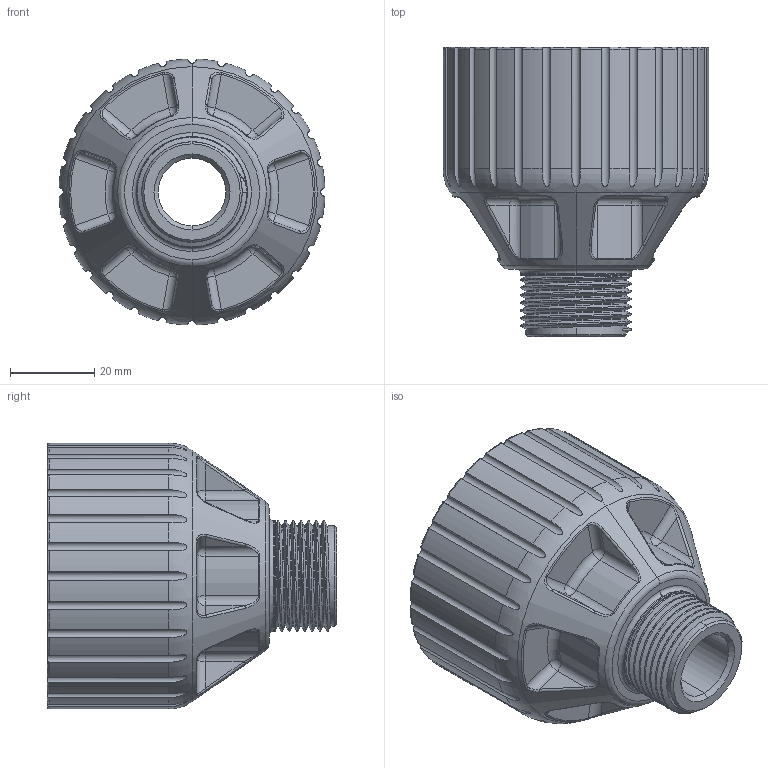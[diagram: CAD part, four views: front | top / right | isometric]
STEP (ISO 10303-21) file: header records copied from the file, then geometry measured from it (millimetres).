
FILE_DESCRIPTION (( 'STEP AP214' ), '1' );
FILE_NAME ('SC-Proto debimetre 01-partie basse sortie-210429.STEP', '2021-04-29T10:13:14', ( '' ), ( '' ), 'SwSTEP 2.0', 'SolidWorks 2019', '' );
FILE_SCHEMA (( 'AUTOMOTIVE_DESIGN' ));
Length unit declared in the file: millimetre
Products named in the file (1): SC-Proto debimetre 01-partie basse sortie-210429
Bounding box: 62.97 x 68.5 x 62.97 mm (x, y, z)
Volume: 85267.4 mm3; surface area: 27266.2 mm2
Topology: 1 solids, 1 shells, 287 faces, 721 edges, 435 vertices
Faces by surface type: cylinder 124, torus 63, bspline 49, plane 27, cone 12, sphere 12
Entity records: 16670 total; most frequent: CARTESIAN_POINT 10340, ORIENTED_EDGE 1418, DIRECTION 1252, EDGE_CURVE 709, AXIS2_PLACEMENT_3D 548, VERTEX_POINT 435, CIRCLE 309, EDGE_LOOP 300
